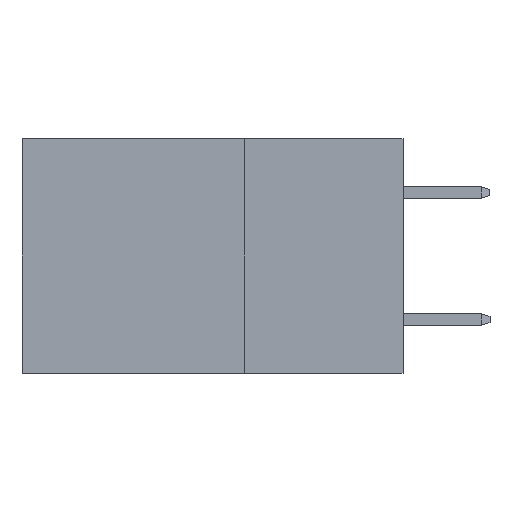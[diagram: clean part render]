
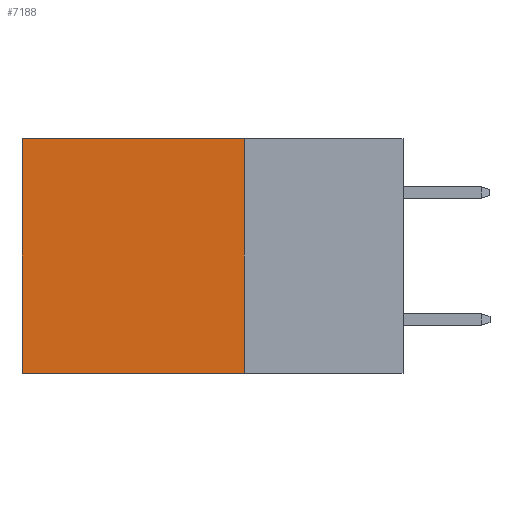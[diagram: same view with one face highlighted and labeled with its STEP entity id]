
A CAD part, left-side view. The second image highlights one B-rep face of the part: STEP entity #7188.
In plain terms, the highlighted planar face has unit normal (-1, 0, 0).
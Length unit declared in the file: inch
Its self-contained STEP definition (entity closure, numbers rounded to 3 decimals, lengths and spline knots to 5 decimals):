
#237 = CARTESIAN_POINT ( 'NONE',  ( 0.2875, 0.6, -0.37 ) ) ;
#320 = CARTESIAN_POINT ( 'NONE',  ( 0.2875, 0.25, 0. ) ) ;
#557 = EDGE_LOOP ( 'NONE', ( #3022, #9542, #1041, #5490 ) ) ;
#748 = LINE ( 'NONE', #5910, #2214 ) ;
#1041 = ORIENTED_EDGE ( 'NONE', *, *, #3600, .F. ) ;
#1047 = CARTESIAN_POINT ( 'NONE',  ( 0.2875, 0.25, 0. ) ) ;
#1545 = VECTOR ( 'NONE', #3610, 39.37008 ) ;
#1947 = CARTESIAN_POINT ( 'NONE',  ( 0.2875, 0.25, 0. ) ) ;
#2214 = VECTOR ( 'NONE', #4047, 39.37008 ) ;
#2674 = VERTEX_POINT ( 'NONE', #6474 ) ;
#2702 = CARTESIAN_POINT ( 'NONE',  ( 0.2875, 0.25, -0.37 ) ) ;
#2820 = LINE ( 'NONE', #6162, #6553 ) ;
#3022 = ORIENTED_EDGE ( 'NONE', *, *, #6517, .T. ) ;
#3600 = EDGE_CURVE ( 'NONE', #9656, #8547, #6137, .T. ) ;
#3610 = DIRECTION ( 'NONE',  ( 0., 1., 0. ) ) ;
#4047 = DIRECTION ( 'NONE',  ( 0., 0., -1. ) ) ;
#4460 = DIRECTION ( 'NONE',  ( 0., 1., 0. ) ) ;
#4673 = VECTOR ( 'NONE', #5273, 39.37008 ) ;
#5273 = DIRECTION ( 'NONE',  ( 0., 0., -1. ) ) ;
#5490 = ORIENTED_EDGE ( 'NONE', *, *, #6640, .T. ) ;
#5827 = CARTESIAN_POINT ( 'NONE',  ( 0.2875, 0.25, 0. ) ) ;
#5910 = CARTESIAN_POINT ( 'NONE',  ( 0.2875, 0.6, 0. ) ) ;
#6137 = LINE ( 'NONE', #1947, #4673 ) ;
#6162 = CARTESIAN_POINT ( 'NONE',  ( 0.2875, 0.25, -0.37 ) ) ;
#6474 = CARTESIAN_POINT ( 'NONE',  ( 0.2875, 0.6, 0. ) ) ;
#6517 = EDGE_CURVE ( 'NONE', #2674, #9664, #748, .T. ) ;
#6553 = VECTOR ( 'NONE', #4460, 39.37008 ) ;
#6640 = EDGE_CURVE ( 'NONE', #9656, #2674, #7882, .T. ) ;
#7188 = ADVANCED_FACE ( 'NONE', ( #9069 ), #7366, .F. ) ;
#7366 = PLANE ( 'NONE',  #10668 ) ;
#7882 = LINE ( 'NONE', #320, #1545 ) ;
#8351 = DIRECTION ( 'NONE',  ( 1., 0., 0. ) ) ;
#8547 = VERTEX_POINT ( 'NONE', #2702 ) ;
#8743 = EDGE_CURVE ( 'NONE', #8547, #9664, #2820, .T. ) ;
#9069 = FACE_OUTER_BOUND ( 'NONE', #557, .T. ) ;
#9542 = ORIENTED_EDGE ( 'NONE', *, *, #8743, .F. ) ;
#9656 = VERTEX_POINT ( 'NONE', #1047 ) ;
#9664 = VERTEX_POINT ( 'NONE', #237 ) ;
#10668 = AXIS2_PLACEMENT_3D ( 'NONE', #5827, #8351, #10751 ) ;
#10751 = DIRECTION ( 'NONE',  ( 0., 0., -1. ) ) ;
